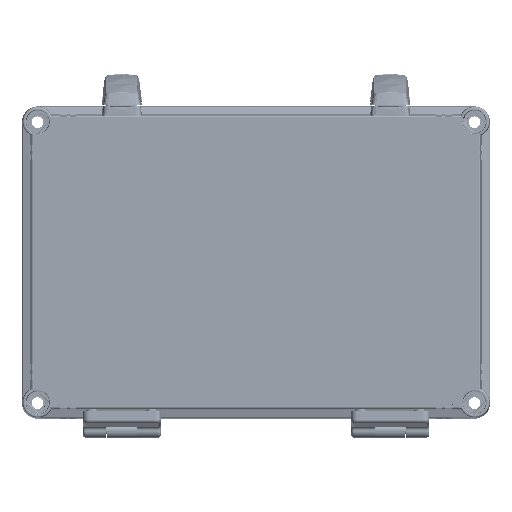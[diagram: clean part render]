
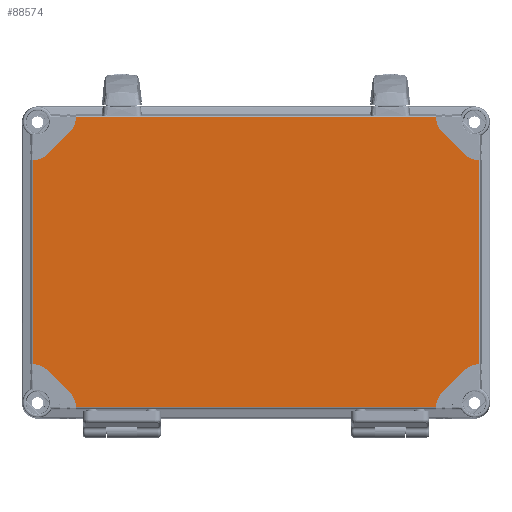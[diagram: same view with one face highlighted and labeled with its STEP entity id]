
A CAD part, top view. The second image highlights one B-rep face of the part: STEP entity #88574.
In plain terms, the highlighted planar face has unit normal (0, 0, 1).
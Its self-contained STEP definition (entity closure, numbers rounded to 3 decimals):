
#74283=CARTESIAN_POINT('',(-129.346,-93.3,30.));
#74284=DIRECTION('',(0.,0.,1.));
#74285=DIRECTION('',(0.999,0.032,0.));
#74286=AXIS2_PLACEMENT_3D('',#74283,#74284,#74285);
#74291=DIRECTION('',(-0.707,0.707,0.));
#74292=VECTOR('',#74291,19.734);
#74293=CARTESIAN_POINT('',(-119.447,-83.401,30.));
#74294=LINE('',#74293,#74292);
#74298=CARTESIAN_POINT('',(-143.3,-79.346,30.));
#74299=DIRECTION('',(0.,0.,1.));
#74300=DIRECTION('',(0.707,0.707,0.));
#74301=AXIS2_PLACEMENT_3D('',#74298,#74299,#74300);
#74306=CARTESIAN_POINT('',(-143.3,79.346,30.));
#74307=DIRECTION('',(0.,0.,1.));
#74308=DIRECTION('',(0.032,-0.999,0.));
#74309=AXIS2_PLACEMENT_3D('',#74306,#74307,#74308);
#74314=DIRECTION('',(0.707,0.707,0.));
#74315=VECTOR('',#74314,19.734);
#74316=CARTESIAN_POINT('',(-133.401,69.447,30.));
#74317=LINE('',#74316,#74315);
#74321=CARTESIAN_POINT('',(-129.346,93.3,30.));
#74322=DIRECTION('',(0.,0.,1.));
#74323=DIRECTION('',(0.707,-0.707,0.));
#74324=AXIS2_PLACEMENT_3D('',#74321,#74322,#74323);
#74329=DIRECTION('',(1.,0.,0.));
#74330=VECTOR('',#74329,230.707);
#74331=CARTESIAN_POINT('',(-115.353,92.851,30.));
#74332=LINE('',#74331,#74330);
#74336=CARTESIAN_POINT('',(129.346,93.3,30.));
#74337=DIRECTION('',(0.,0.,1.));
#74338=DIRECTION('',(-0.999,-0.032,0.));
#74339=AXIS2_PLACEMENT_3D('',#74336,#74337,#74338);
#74344=DIRECTION('',(0.707,-0.707,0.));
#74345=VECTOR('',#74344,19.734);
#74346=CARTESIAN_POINT('',(119.447,83.401,30.));
#74347=LINE('',#74346,#74345);
#74351=CARTESIAN_POINT('',(143.3,79.346,30.));
#74352=DIRECTION('',(0.,0.,1.));
#74353=DIRECTION('',(-0.707,-0.707,0.));
#74354=AXIS2_PLACEMENT_3D('',#74351,#74352,#74353);
#74359=CARTESIAN_POINT('',(143.3,-79.346,30.));
#74360=DIRECTION('',(0.,0.,1.));
#74361=DIRECTION('',(-0.032,0.999,0.));
#74362=AXIS2_PLACEMENT_3D('',#74359,#74360,#74361);
#74367=DIRECTION('',(-0.707,-0.707,0.));
#74368=VECTOR('',#74367,19.734);
#74369=CARTESIAN_POINT('',(133.401,-69.447,30.));
#74370=LINE('',#74369,#74368);
#74374=CARTESIAN_POINT('',(129.346,-93.3,30.));
#74375=DIRECTION('',(0.,0.,1.));
#74376=DIRECTION('',(-0.707,0.707,0.));
#74377=AXIS2_PLACEMENT_3D('',#74374,#74375,#74376);
#77798=DIRECTION('',(1.,0.,0.));
#77799=VECTOR('',#77798,230.707);
#77800=CARTESIAN_POINT('',(-115.353,-92.851,30.));
#77801=LINE('',#77800,#77799);
#77805=CARTESIAN_POINT('',(115.353,-92.851,30.));
#77836=CARTESIAN_POINT('',(-115.353,-92.851,30.));
#77862=DIRECTION('',(0.,1.,0.));
#77863=VECTOR('',#77862,130.707);
#77864=CARTESIAN_POINT('',(142.851,-65.353,30.));
#77865=LINE('',#77864,#77863);
#77933=CARTESIAN_POINT('',(-115.353,92.851,30.));
#77971=CARTESIAN_POINT('',(115.353,92.851,30.));
#77997=DIRECTION('',(0.,-1.,0.));
#77998=VECTOR('',#77997,130.707);
#77999=CARTESIAN_POINT('',(-142.851,65.353,30.));
#78000=LINE('',#77999,#77998);
#84952=CARTESIAN_POINT('',(119.447,83.401,30.));
#84953=CARTESIAN_POINT('',(133.401,69.447,30.));
#84954=VERTEX_POINT('',#84952);
#84955=VERTEX_POINT('',#84953);
#84972=CARTESIAN_POINT('',(-133.401,69.447,30.));
#84973=CARTESIAN_POINT('',(-119.447,83.401,30.));
#84974=VERTEX_POINT('',#84972);
#84975=VERTEX_POINT('',#84973);
#84988=CARTESIAN_POINT('',(133.401,-69.447,30.));
#84989=CARTESIAN_POINT('',(119.447,-83.401,30.));
#84990=VERTEX_POINT('',#84988);
#84991=VERTEX_POINT('',#84989);
#85000=CARTESIAN_POINT('',(-119.447,-83.401,30.));
#85001=CARTESIAN_POINT('',(-133.401,-69.447,30.));
#85002=VERTEX_POINT('',#85000);
#85003=VERTEX_POINT('',#85001);
#85310=VERTEX_POINT('',#77971);
#85322=CARTESIAN_POINT('',(142.851,-65.353,30.));
#85323=CARTESIAN_POINT('',(142.851,65.353,30.));
#85324=VERTEX_POINT('',#85322);
#85325=VERTEX_POINT('',#85323);
#85333=VERTEX_POINT('',#77933);
#85378=CARTESIAN_POINT('',(-142.851,65.353,30.));
#85379=CARTESIAN_POINT('',(-142.851,-65.353,30.));
#85380=VERTEX_POINT('',#85378);
#85381=VERTEX_POINT('',#85379);
#85434=VERTEX_POINT('',#77836);
#85435=VERTEX_POINT('',#77805);
#88535=CARTESIAN_POINT('',(0.,0.,30.));
#88536=DIRECTION('',(0.,0.,1.));
#88537=DIRECTION('',(1.,0.,0.));
#88538=AXIS2_PLACEMENT_3D('',#88535,#88536,#88537);
#88539=PLANE('',#88538);
#88541=ORIENTED_EDGE('',*,*,#88540,.F.);
#88543=ORIENTED_EDGE('',*,*,#88542,.T.);
#88545=ORIENTED_EDGE('',*,*,#88544,.T.);
#88547=ORIENTED_EDGE('',*,*,#88546,.T.);
#88549=ORIENTED_EDGE('',*,*,#88548,.F.);
#88551=ORIENTED_EDGE('',*,*,#88550,.T.);
#88553=ORIENTED_EDGE('',*,*,#88552,.T.);
#88555=ORIENTED_EDGE('',*,*,#88554,.T.);
#88557=ORIENTED_EDGE('',*,*,#88556,.T.);
#88559=ORIENTED_EDGE('',*,*,#88558,.T.);
#88561=ORIENTED_EDGE('',*,*,#88560,.T.);
#88563=ORIENTED_EDGE('',*,*,#88562,.T.);
#88565=ORIENTED_EDGE('',*,*,#88564,.F.);
#88567=ORIENTED_EDGE('',*,*,#88566,.T.);
#88569=ORIENTED_EDGE('',*,*,#88568,.T.);
#88571=ORIENTED_EDGE('',*,*,#88570,.T.);
#88572=EDGE_LOOP('',(#88541,#88543,#88545,#88547,#88549,#88551,#88553,#88555,
#88557,#88559,#88561,#88563,#88565,#88567,#88569,#88571));
#88573=FACE_OUTER_BOUND('',#88572,.F.);
#88574=ADVANCED_FACE('',(#88573),#88539,.T.);
#74287=CIRCLE('',#74286,14.);
#74302=CIRCLE('',#74301,14.);
#74310=CIRCLE('',#74309,14.);
#74325=CIRCLE('',#74324,14.);
#74340=CIRCLE('',#74339,14.);
#74355=CIRCLE('',#74354,14.);
#74363=CIRCLE('',#74362,14.);
#74378=CIRCLE('',#74377,14.);
#88540=EDGE_CURVE('',#85434,#85435,#77801,.T.);
#88542=EDGE_CURVE('',#85434,#85002,#74287,.T.);
#88544=EDGE_CURVE('',#85002,#85003,#74294,.T.);
#88546=EDGE_CURVE('',#85003,#85381,#74302,.T.);
#88548=EDGE_CURVE('',#85380,#85381,#78000,.T.);
#88550=EDGE_CURVE('',#85380,#84974,#74310,.T.);
#88552=EDGE_CURVE('',#84974,#84975,#74317,.T.);
#88554=EDGE_CURVE('',#84975,#85333,#74325,.T.);
#88556=EDGE_CURVE('',#85333,#85310,#74332,.T.);
#88558=EDGE_CURVE('',#85310,#84954,#74340,.T.);
#88560=EDGE_CURVE('',#84954,#84955,#74347,.T.);
#88562=EDGE_CURVE('',#84955,#85325,#74355,.T.);
#88564=EDGE_CURVE('',#85324,#85325,#77865,.T.);
#88566=EDGE_CURVE('',#85324,#84990,#74363,.T.);
#88568=EDGE_CURVE('',#84990,#84991,#74370,.T.);
#88570=EDGE_CURVE('',#84991,#85435,#74378,.T.);
